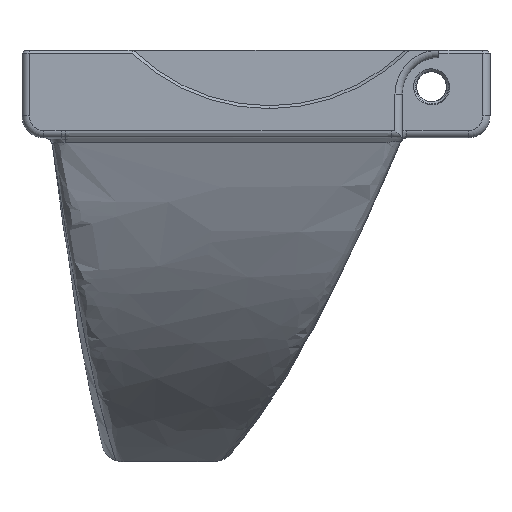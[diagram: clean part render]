
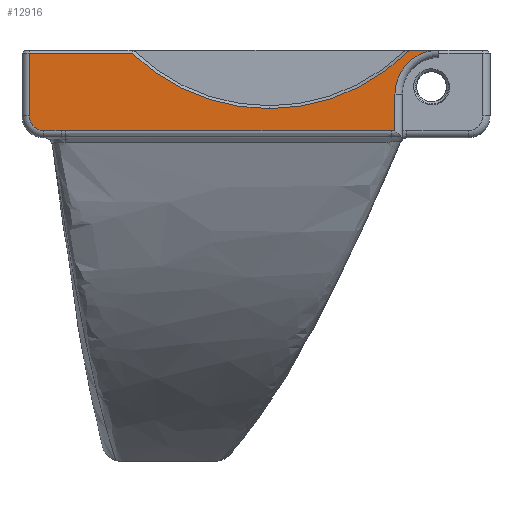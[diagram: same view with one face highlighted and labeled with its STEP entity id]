
A CAD part, front view. The second image highlights one B-rep face of the part: STEP entity #12916.
In plain terms, the highlighted planar face has unit normal (0, -1, 0).
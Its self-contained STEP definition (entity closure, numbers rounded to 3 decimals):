
#76 = ORIENTED_EDGE ( 'NONE', *, *, #11342, .T. ) ;
#760 = CARTESIAN_POINT ( 'NONE',  ( 12.5, -6., 6. ) ) ;
#803 = DIRECTION ( 'NONE',  ( 0., 0., 1. ) ) ;
#826 = CARTESIAN_POINT ( 'NONE',  ( -15.5, -6., 6. ) ) ;
#957 = ORIENTED_EDGE ( 'NONE', *, *, #9446, .T. ) ;
#1504 = EDGE_CURVE ( 'NONE', #9949, #15434, #20113, .T. ) ;
#1527 = VECTOR ( 'NONE', #18096, 1000. ) ;
#1634 = CARTESIAN_POINT ( 'NONE',  ( -16., -6., 6. ) ) ;
#1785 = AXIS2_PLACEMENT_3D ( 'NONE', #7356, #20581, #803 ) ;
#1907 = CARTESIAN_POINT ( 'NONE',  ( 9.5, -6., 0.5 ) ) ;
#2078 = LINE ( 'NONE', #13818, #19908 ) ;
#2351 = LINE ( 'NONE', #2690, #13575 ) ;
#2690 = CARTESIAN_POINT ( 'NONE',  ( -16., -6., 6. ) ) ;
#2741 = EDGE_LOOP ( 'NONE', ( #16108, #4796, #4063, #76, #16797, #7109, #957, #15984, #11114, #9383, #18930, #8144 ) ) ;
#2747 = EDGE_CURVE ( 'NONE', #11429, #3822, #18080, .T. ) ;
#2885 = EDGE_CURVE ( 'NONE', #15434, #16226, #14770, .T. ) ;
#3285 = EDGE_CURVE ( 'NONE', #17009, #14211, #14523, .T. ) ;
#3381 = CARTESIAN_POINT ( 'NONE',  ( -13.331, -6., 0.5 ) ) ;
#3822 = VERTEX_POINT ( 'NONE', #1907 ) ;
#4057 = CARTESIAN_POINT ( 'NONE',  ( -8.352, -6., 0.499 ) ) ;
#4063 = ORIENTED_EDGE ( 'NONE', *, *, #2885, .T. ) ;
#4682 = AXIS2_PLACEMENT_3D ( 'NONE', #16755, #19605, #11515 ) ;
#4796 = ORIENTED_EDGE ( 'NONE', *, *, #1504, .T. ) ;
#5255 = DIRECTION ( 'NONE',  ( 0., -1., 0. ) ) ;
#5341 = AXIS2_PLACEMENT_3D ( 'NONE', #18650, #10752, #20417 ) ;
#5581 = VERTEX_POINT ( 'NONE', #3381 ) ;
#5628 = VECTOR ( 'NONE', #13866, 1000. ) ;
#5644 = CARTESIAN_POINT ( 'NONE',  ( -15.5, -6., 5.8 ) ) ;
#6304 = CARTESIAN_POINT ( 'NONE',  ( -15.5, -6., 1.5 ) ) ;
#6843 = EDGE_CURVE ( 'NONE', #10322, #11429, #16550, .T. ) ;
#6924 = LINE ( 'NONE', #12687, #12522 ) ;
#6967 = EDGE_CURVE ( 'NONE', #9949, #14454, #2351, .T. ) ;
#7104 = CARTESIAN_POINT ( 'NONE',  ( 10.492, -6., 6. ) ) ;
#7109 = ORIENTED_EDGE ( 'NONE', *, *, #3285, .T. ) ;
#7323 = CARTESIAN_POINT ( 'NONE',  ( -15.5, -6., 5.8 ) ) ;
#7331 = CARTESIAN_POINT ( 'NONE',  ( -12.352, -6., 0.497 ) ) ;
#7356 = CARTESIAN_POINT ( 'NONE',  ( 0.9, -6., 15.5 ) ) ;
#7542 = CARTESIAN_POINT ( 'NONE',  ( 1.071, -6., 0.499 ) ) ;
#7617 = CARTESIAN_POINT ( 'NONE',  ( 5.16, -6., 0.5 ) ) ;
#7957 = VECTOR ( 'NONE', #20292, 1000. ) ;
#8096 = CARTESIAN_POINT ( 'NONE',  ( -13.018, -6., 0.499 ) ) ;
#8144 = ORIENTED_EDGE ( 'NONE', *, *, #17190, .T. ) ;
#8476 = DIRECTION ( 'NONE',  ( 0., 0., 1. ) ) ;
#9108 = CARTESIAN_POINT ( 'NONE',  ( 9.249, -6., 0.5 ) ) ;
#9196 = FACE_OUTER_BOUND ( 'NONE', #2741, .T. ) ;
#9383 = ORIENTED_EDGE ( 'NONE', *, *, #2747, .T. ) ;
#9446 = EDGE_CURVE ( 'NONE', #14211, #5581, #6924, .T. ) ;
#9467 = AXIS2_PLACEMENT_3D ( 'NONE', #1634, #10050, #19639 ) ;
#9730 = EDGE_CURVE ( 'NONE', #3822, #10957, #2078, .T. ) ;
#9808 = VERTEX_POINT ( 'NONE', #7323 ) ;
#9949 = VERTEX_POINT ( 'NONE', #7104 ) ;
#10050 = DIRECTION ( 'NONE',  ( 0., 1., 0. ) ) ;
#10322 = VERTEX_POINT ( 'NONE', #8096 ) ;
#10686 = CARTESIAN_POINT ( 'NONE',  ( -3.018, -6., 0.499 ) ) ;
#10752 = DIRECTION ( 'NONE',  ( 0., 1., 0. ) ) ;
#10924 = CARTESIAN_POINT ( 'NONE',  ( -13.018, -6., 0.499 ) ) ;
#10950 = CARTESIAN_POINT ( 'NONE',  ( 0.9, -6., 2. ) ) ;
#10957 = VERTEX_POINT ( 'NONE', #18121 ) ;
#10961 = CIRCLE ( 'NONE', #4682, 3. ) ;
#11114 = ORIENTED_EDGE ( 'NONE', *, *, #6843, .T. ) ;
#11342 = EDGE_CURVE ( 'NONE', #16226, #9808, #12285, .T. ) ;
#11429 = VERTEX_POINT ( 'NONE', #15326 ) ;
#11468 = CARTESIAN_POINT ( 'NONE',  ( -14.5, -6., 0.5 ) ) ;
#11515 = DIRECTION ( 'NONE',  ( 0., 0., 1. ) ) ;
#11606 = CARTESIAN_POINT ( 'NONE',  ( -14.5, -6., 1.5 ) ) ;
#12285 = LINE ( 'NONE', #5644, #7957 ) ;
#12311 = DIRECTION ( 'NONE',  ( 0., 0., 1. ) ) ;
#12522 = VECTOR ( 'NONE', #17524, 1000. ) ;
#12687 = CARTESIAN_POINT ( 'NONE',  ( -16., -6., 0.5 ) ) ;
#12916 = ADVANCED_FACE ( 'NONE', ( #9196 ), #14946, .F. ) ;
#13271 = CARTESIAN_POINT ( 'NONE',  ( -8.489, -6., 5.8 ) ) ;
#13575 = VECTOR ( 'NONE', #15725, 1000. ) ;
#13807 = AXIS2_PLACEMENT_3D ( 'NONE', #11606, #5255, #8476 ) ;
#13818 = CARTESIAN_POINT ( 'NONE',  ( 9.5, -6., 6. ) ) ;
#13866 = DIRECTION ( 'NONE',  ( 0., 0., -1. ) ) ;
#14090 = CARTESIAN_POINT ( 'NONE',  ( -11.685, -6., 0.499 ) ) ;
#14211 = VERTEX_POINT ( 'NONE', #11468 ) ;
#14263 = CARTESIAN_POINT ( 'NONE',  ( -13.331, -6., 0.5 ) ) ;
#14280 = LINE ( 'NONE', #826, #5628 ) ;
#14454 = VERTEX_POINT ( 'NONE', #760 ) ;
#14513 = EDGE_CURVE ( 'NONE', #9808, #17009, #14280, .T. ) ;
#14523 = CIRCLE ( 'NONE', #13807, 1. ) ;
#14770 = CIRCLE ( 'NONE', #5341, 13.5 ) ;
#14946 = PLANE ( 'NONE',  #9467 ) ;
#15326 = CARTESIAN_POINT ( 'NONE',  ( 9.249, -6., 0.5 ) ) ;
#15434 = VERTEX_POINT ( 'NONE', #10950 ) ;
#15452 = CARTESIAN_POINT ( 'NONE',  ( -5.685, -6., 0.499 ) ) ;
#15725 = DIRECTION ( 'NONE',  ( 1., 0., 0. ) ) ;
#15984 = ORIENTED_EDGE ( 'NONE', *, *, #18436, .T. ) ;
#16108 = ORIENTED_EDGE ( 'NONE', *, *, #6967, .F. ) ;
#16226 = VERTEX_POINT ( 'NONE', #13271 ) ;
#16550 = B_SPLINE_CURVE_WITH_KNOTS ( 'NONE', 3,
 ( #20418, #7331, #14090, #17149, #4057, #15452, #10686, #7542, #7617, #9108 ),
 .UNSPECIFIED., .F., .F.,
 ( 4, 3, 3, 4 ),
 ( 0., 0.002, 0.01, 0.022 ),
 .UNSPECIFIED. ) ;
#16755 = CARTESIAN_POINT ( 'NONE',  ( 12.5, -6., 3. ) ) ;
#16797 = ORIENTED_EDGE ( 'NONE', *, *, #14513, .T. ) ;
#17009 = VERTEX_POINT ( 'NONE', #6304 ) ;
#17149 = CARTESIAN_POINT ( 'NONE',  ( -11.018, -6., 0.499 ) ) ;
#17190 = EDGE_CURVE ( 'NONE', #10957, #14454, #10961, .T. ) ;
#17524 = DIRECTION ( 'NONE',  ( 1., 0., 0. ) ) ;
#18080 = LINE ( 'NONE', #18232, #1527 ) ;
#18096 = DIRECTION ( 'NONE',  ( 1., 0., 0. ) ) ;
#18121 = CARTESIAN_POINT ( 'NONE',  ( 9.5, -6., 3. ) ) ;
#18232 = CARTESIAN_POINT ( 'NONE',  ( -16., -6., 0.5 ) ) ;
#18436 = EDGE_CURVE ( 'NONE', #5581, #10322, #18571, .T. ) ;
#18571 = B_SPLINE_CURVE_WITH_KNOTS ( 'NONE', 3,
 ( #14263, #19021, #19094, #10924 ),
 .UNSPECIFIED., .F., .F.,
 ( 4, 4 ),
 ( 0., 0. ),
 .UNSPECIFIED. ) ;
#18650 = CARTESIAN_POINT ( 'NONE',  ( 0.9, -6., 15.5 ) ) ;
#18930 = ORIENTED_EDGE ( 'NONE', *, *, #9730, .T. ) ;
#19021 = CARTESIAN_POINT ( 'NONE',  ( -13.227, -6., 0.5 ) ) ;
#19094 = CARTESIAN_POINT ( 'NONE',  ( -13.123, -6., 0.499 ) ) ;
#19605 = DIRECTION ( 'NONE',  ( 0., 1., 0. ) ) ;
#19639 = DIRECTION ( 'NONE',  ( 0., 0., 1. ) ) ;
#19908 = VECTOR ( 'NONE', #12311, 1000. ) ;
#20113 = CIRCLE ( 'NONE', #1785, 13.5 ) ;
#20292 = DIRECTION ( 'NONE',  ( -1., 0., 0. ) ) ;
#20417 = DIRECTION ( 'NONE',  ( 0., 0., 1. ) ) ;
#20418 = CARTESIAN_POINT ( 'NONE',  ( -13.018, -6., 0.499 ) ) ;
#20581 = DIRECTION ( 'NONE',  ( 0., 1., 0. ) ) ;
